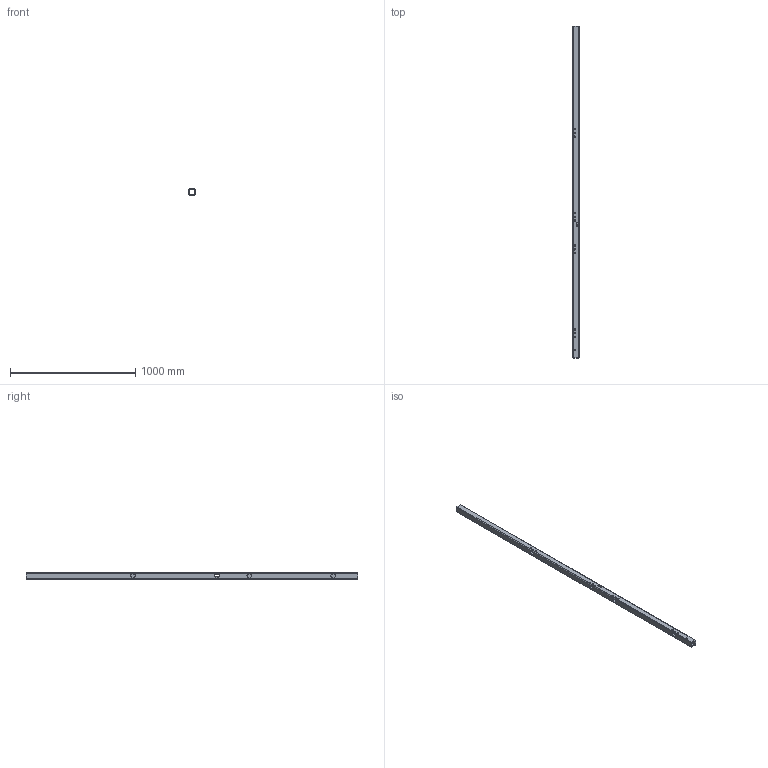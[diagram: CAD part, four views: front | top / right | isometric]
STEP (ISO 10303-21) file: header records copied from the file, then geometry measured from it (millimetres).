
FILE_DESCRIPTION (( 'STEP AP203' ), '1' );
FILE_NAME ('ICL0058-1.STEP', '2019-06-14T06:50:45', ( '' ), ( '' ), 'SwSTEP 2.0', 'SolidWorks 2015', '' );
FILE_SCHEMA (( 'CONFIG_CONTROL_DESIGN' ));
Length unit declared in the file: millimetre
Products named in the file (1): ICL0058-1
Bounding box: 50 x 2650 x 50 mm (x, y, z)
Volume: 1403926.5 mm3; surface area: 942286.5 mm2
Topology: 1 solids, 1 shells, 120 faces, 358 edges, 236 vertices
Faces by surface type: cylinder 88, plane 24, cone 8
Entity records: 4379 total; most frequent: DIRECTION 776, CARTESIAN_POINT 755, ORIENTED_EDGE 716, EDGE_CURVE 358, AXIS2_PLACEMENT_3D 305, VERTEX_POINT 236, EDGE_LOOP 194, CIRCLE 184
